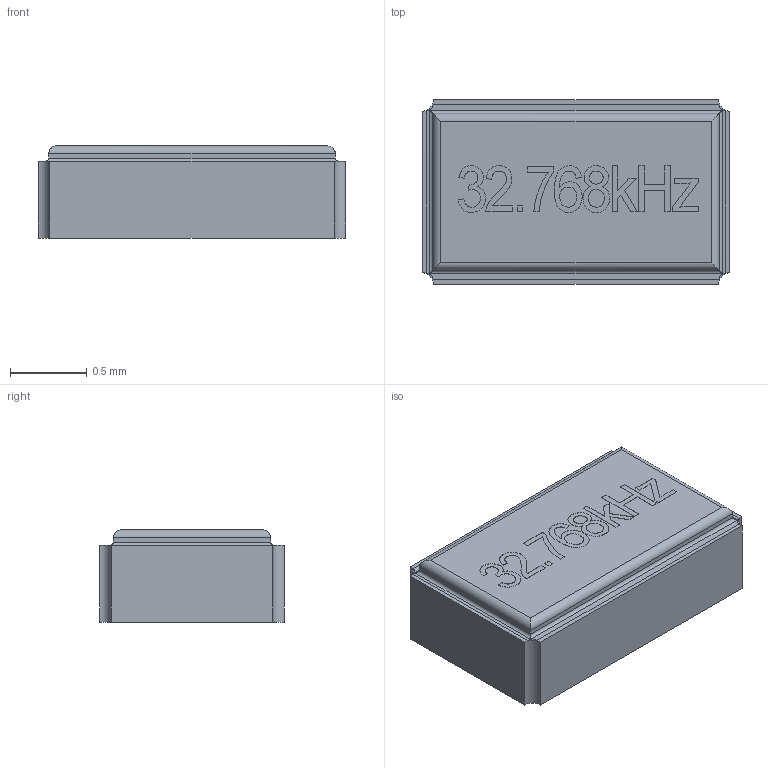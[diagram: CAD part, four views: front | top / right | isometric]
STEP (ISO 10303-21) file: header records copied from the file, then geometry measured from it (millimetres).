
FILE_DESCRIPTION ( ( 'STEP AP214' ), '1' );
FILE_NAME ( '32768-JTX210.STEP', '', ( '' ), ( '' ), '', '', '' );
FILE_SCHEMA (( 'AUTOMOTIVE_DESIGN' ));
Length unit declared in the file: millimetre
Products named in the file (1): 32768-JTX210
Bounding box: 2 x 1.2 x 0.6 mm (x, y, z)
Volume: 1.4 mm3; surface area: 8.3 mm2
Topology: 1 solids, 1 shells, 149 faces, 402 edges, 271 vertices
Faces by surface type: plane 78, bspline 59, cylinder 12
Entity records: 9324 total; most frequent: CARTESIAN_POINT 4322, ORIENTED_EDGE 804, DIRECTION 470, EDGE_CURVE 402, VERTEX_POINT 271, LINE 264, VECTOR 264, EDGE_LOOP 165
